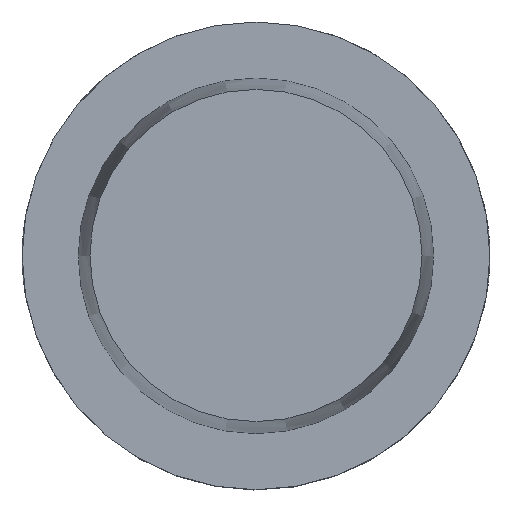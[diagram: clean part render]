
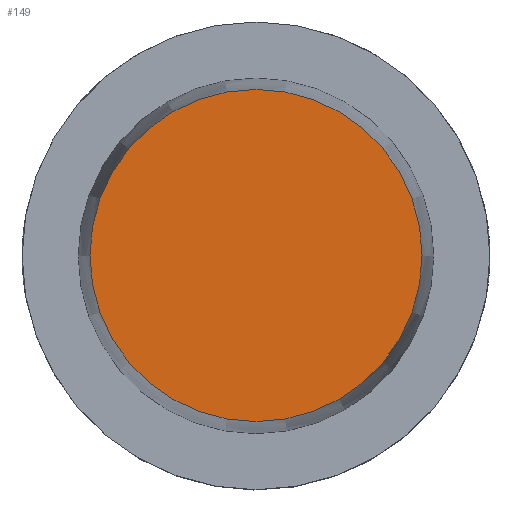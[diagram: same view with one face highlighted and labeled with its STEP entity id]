
A CAD part, top view. The second image highlights one B-rep face of the part: STEP entity #149.
In plain terms, the highlighted planar face has unit normal (0, 0, 1).
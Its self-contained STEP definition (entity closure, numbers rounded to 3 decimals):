
#83=FACE_OUTER_BOUND('',#241,.T.);
#104=PLANE('',#934);
#149=ADVANCED_FACE('',(#83),#104,.F.);
#241=EDGE_LOOP('',(#529));
#305=CIRCLE('',#933,35.502);
#529=ORIENTED_EDGE('',*,*,#726,.T.);
#613=VERTEX_POINT('',#1496);
#726=EDGE_CURVE('',#613,#613,#305,.T.);
#933=AXIS2_PLACEMENT_3D('',#1495,#1155,#1156);
#934=AXIS2_PLACEMENT_3D('',#1497,#1157,#1158);
#1155=DIRECTION('',(0.,0.,1.));
#1156=DIRECTION('',(-1.,0.,0.));
#1157=DIRECTION('',(0.,0.,-1.));
#1158=DIRECTION('',(1.,0.,0.));
#1495=CARTESIAN_POINT('',(0.,0.,
50.));
#1496=CARTESIAN_POINT('',(-35.502,0.,50.));
#1497=CARTESIAN_POINT('',(-33.6,0.,50.));
